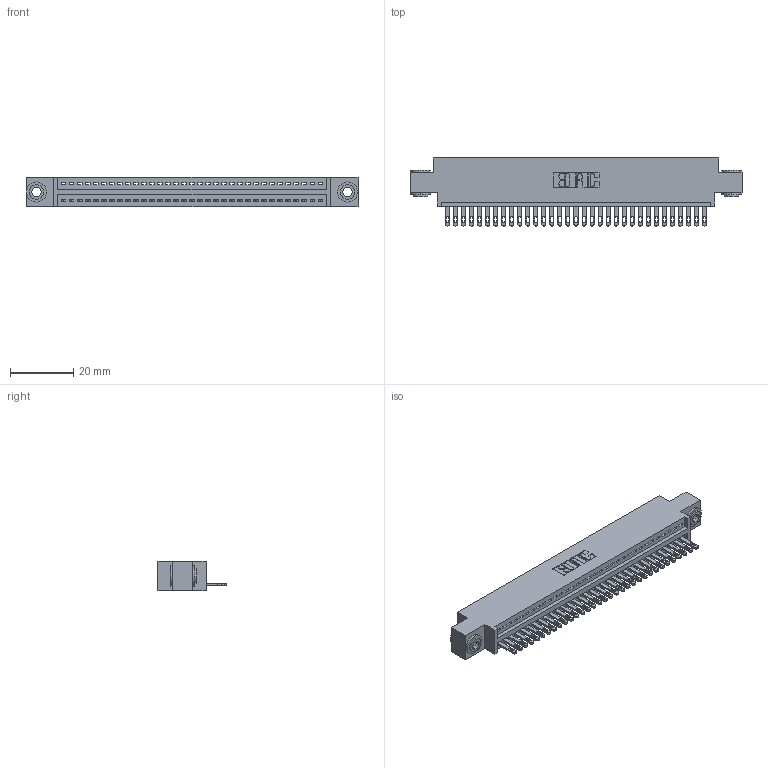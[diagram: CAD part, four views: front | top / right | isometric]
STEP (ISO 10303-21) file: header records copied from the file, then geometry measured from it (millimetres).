
FILE_DESCRIPTION (( 'STEP AP203' ), '1' );
FILE_NAME ('345-033-500-603.STEP', '2019-10-07T15:18:26', ( '' ), ( '' ), 'SwSTEP 2.0', 'SolidWorks 2016', '' );
FILE_SCHEMA (( 'CONFIG_CONTROL_DESIGN' ));
Length unit declared in the file: inch
Products named in the file (4): 345-292-001_345-293-100; 345 Part_0.170 Offset - 0.156 Dia-TH; 345-250-002_345-250-002-102; 345-033-500-603
Assembly tree (36 placements, depth 2):
  345-033-500-603
    345 Part_0.170 Offset - 0.156 Dia-TH
    345-292-001_345-293-100  x33
    345-250-002_345-250-002-102  x2
Bounding box: 105.03 x 21.51 x 9.4 mm (x, y, z)
Volume: 9828.5 mm3; surface area: 13354 mm2
Topology: 36 solids, 36 shells, 1950 faces, 5973 edges, 3978 vertices
Faces by surface type: plane 1216, cylinder 726, cone 8
Entity records: 26760 total; most frequent: CARTESIAN_POINT 4614, ORIENTED_EDGE 4574, DIRECTION 4075, EDGE_CURVE 2287, VECTOR 1995, LINE 1995, VERTEX_POINT 1522, AXIS2_PLACEMENT_3D 1040
